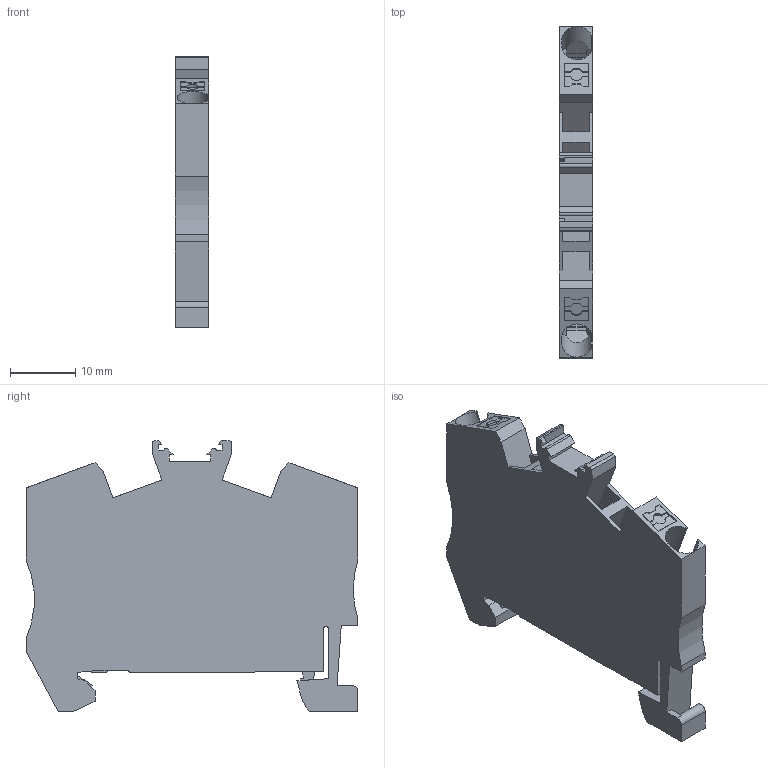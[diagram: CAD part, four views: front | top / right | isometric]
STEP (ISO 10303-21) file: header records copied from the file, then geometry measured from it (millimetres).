
FILE_DESCRIPTION(('Creo Elements/Direct Modeling STEP Export'),'2;1');
FILE_NAME('model.stp','2020-01-10T 5:13:47',(''),(''),'Creo Elements/Direct Modeling STEP processor for AP214 (Solid Model)','Creo Elements/Direct Modeling 20.1A 29-Sep-2018 (C) Parametric Technology GmbH','');
FILE_SCHEMA(('AUTOMOTIVE_DESIGN { 1 0 10303 214 1 1 1 1 }'));
Length unit declared in the file: millimetre
Products named in the file (2): PTS_2.5_PE-select
Assembly tree (1 placements, depth 2):
  PTS_2.5_PE-select
    PTS_2.5_PE-select
Bounding box: 5.15 x 50.8 x 41.5 mm (x, y, z)
Volume: 6980.3 mm3; surface area: 5499.8 mm2
Topology: 1 solids, 1 shells, 196 faces, 568 edges, 376 vertices
Faces by surface type: plane 166, cylinder 26, extrusion 2, cone 2
Entity records: 8728 total; most frequent: CARTESIAN_POINT 2047, ORIENTED_EDGE 1136, DIRECTION 951, EDGE_CURVE 568, VECTOR 479, LINE 477, VERTEX_POINT 376, AXIS2_PLACEMENT_3D 236
